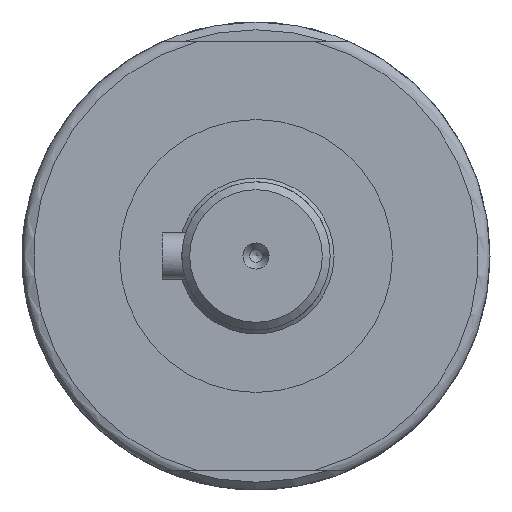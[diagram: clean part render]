
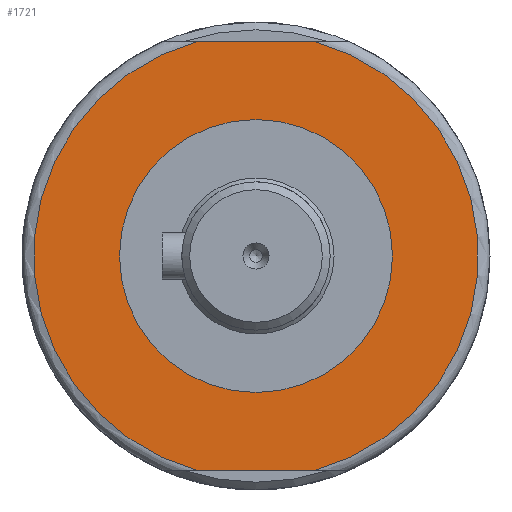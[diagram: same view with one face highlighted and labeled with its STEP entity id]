
A CAD part, left-side view. The second image highlights one B-rep face of the part: STEP entity #1721.
In plain terms, the highlighted planar face has unit normal (-1, 0, 0).
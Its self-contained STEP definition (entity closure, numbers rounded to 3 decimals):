
#1450=CARTESIAN_POINT('',(-168.5,17.5,0.));
#1451=VERTEX_POINT('',#1450);
#1452=CARTESIAN_POINT('',(-168.5,0.,0.));
#1453=DIRECTION('',(1.0,0.0,0.0));
#1454=DIRECTION('',(0.0,1.0,0.0));
#1455=AXIS2_PLACEMENT_3D('',#1452,#1453,#1454);
#1456=CIRCLE('',#1455,17.5);
#1457=EDGE_CURVE('',#1451,#1451,#1456,.T.);
#1544=CARTESIAN_POINT('',(-168.5,-7.483,27.5));
#1545=VERTEX_POINT('',#1544);
#1571=CARTESIAN_POINT('',(-168.5,-7.483,-27.5));
#1572=VERTEX_POINT('',#1571);
#1573=CARTESIAN_POINT('',(-168.5,0.,0.));
#1574=DIRECTION('',(1.0,0.0,0.0));
#1575=DIRECTION('',(0.0,1.0,0.0));
#1576=AXIS2_PLACEMENT_3D('',#1573,#1574,#1575);
#1577=CIRCLE('',#1576,28.5);
#1578=EDGE_CURVE('',#1545,#1572,#1577,.T.);
#1622=CARTESIAN_POINT('',(-168.5,7.483,27.5));
#1623=VERTEX_POINT('',#1622);
#1660=CARTESIAN_POINT('',(-168.5,7.483,-27.5));
#1661=VERTEX_POINT('',#1660);
#1687=CARTESIAN_POINT('',(-168.5,0.,0.));
#1688=DIRECTION('',(1.0,0.0,0.0));
#1689=DIRECTION('',(0.0,1.0,0.0));
#1690=AXIS2_PLACEMENT_3D('',#1687,#1688,#1689);
#1691=CIRCLE('',#1690,28.5);
#1692=EDGE_CURVE('',#1661,#1623,#1691,.T.);
#1697=CARTESIAN_POINT('',(-168.5,23.,0.));
#1698=DIRECTION('',(-1.0,0.0,0.0));
#1699=DIRECTION('',(0.0,0.0,1.0));
#1700=AXIS2_PLACEMENT_3D('',#1697,#1698,#1699);
#1701=PLANE('',#1700);
#1702=CARTESIAN_POINT('',(-168.5,-7.483,27.5));
#1703=DIRECTION('',(0.0,1.0,0.0));
#1704=VECTOR('',#1703,14.967);
#1705=LINE('',#1702,#1704);
#1706=EDGE_CURVE('',#1545,#1623,#1705,.T.);
#1707=ORIENTED_EDGE('',*,*,#1706,.T.);
#1708=ORIENTED_EDGE('',*,*,#1692,.F.);
#1709=CARTESIAN_POINT('',(-168.5,7.483,-27.5));
#1710=DIRECTION('',(0.0,-1.0,0.0));
#1711=VECTOR('',#1710,14.967);
#1712=LINE('',#1709,#1711);
#1713=EDGE_CURVE('',#1661,#1572,#1712,.T.);
#1714=ORIENTED_EDGE('',*,*,#1713,.T.);
#1715=ORIENTED_EDGE('',*,*,#1578,.F.);
#1716=EDGE_LOOP('',(#1707,#1708,#1714,#1715));
#1717=FACE_OUTER_BOUND('',#1716,.T.);
#1718=ORIENTED_EDGE('',*,*,#1457,.T.);
#1719=EDGE_LOOP('',(#1718));
#1720=FACE_BOUND('',#1719,.T.);
#1721=ADVANCED_FACE('',(#1717,#1720),#1701,.T.);
